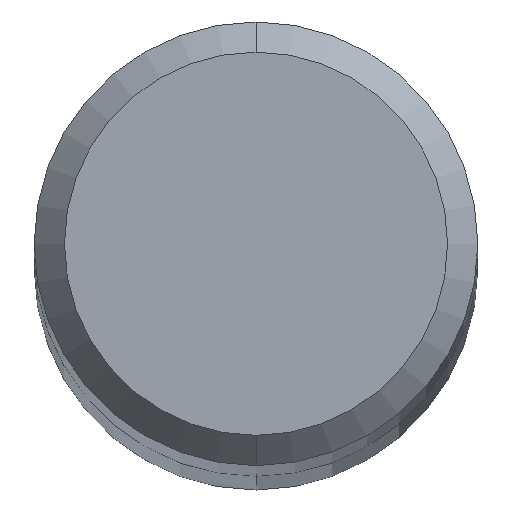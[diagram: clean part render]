
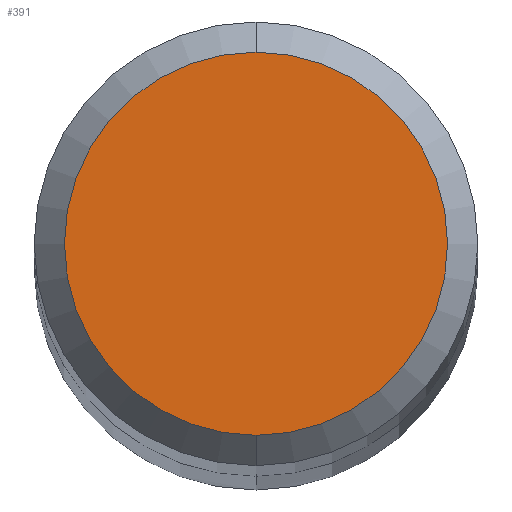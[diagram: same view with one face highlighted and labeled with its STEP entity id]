
A CAD part, top view. The second image highlights one B-rep face of the part: STEP entity #391.
In plain terms, the highlighted planar face has unit normal (0, 0, 1).
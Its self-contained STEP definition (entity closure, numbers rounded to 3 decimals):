
#177=VERTEX_POINT('',#441);
#179=EDGE_CURVE('',#177,#293,#443,.T.);
#261=EDGE_CURVE('',#293,#177,#536,.T.);
#293=VERTEX_POINT('',#570);
#391=ADVANCED_FACE('',(#673),#674,.T.);
#441=CARTESIAN_POINT('',(0.0,1.9,58.0));
#443=CIRCLE('',#742,1.9);
#536=CIRCLE('',#961,1.9);
#570=CARTESIAN_POINT('',(0.,-1.9,58.0));
#673=FACE_OUTER_BOUND('',#1282,.T.);
#674=PLANE('',#1283);
#742=AXIS2_PLACEMENT_3D('',#1332,#1333,#1334);
#961=AXIS2_PLACEMENT_3D('',#1452,#1453,#1454);
#1282=EDGE_LOOP('',(#1568,#1569));
#1283=AXIS2_PLACEMENT_3D('',#1570,#1571,#1572);
#1332=CARTESIAN_POINT('',(0.0,0.0,58.0));
#1333=DIRECTION('',(0.0,0.0,-1.0));
#1334=DIRECTION('',(0.0,1.0,0.0));
#1452=CARTESIAN_POINT('',(0.0,0.0,58.0));
#1453=DIRECTION('',(0.0,0.0,-1.0));
#1454=DIRECTION('',(0.0,1.0,0.0));
#1568=ORIENTED_EDGE('',*,*,#179,.F.);
#1569=ORIENTED_EDGE('',*,*,#261,.F.);
#1570=CARTESIAN_POINT('',(0.0,0.95,58.0));
#1571=DIRECTION('',(0.0,0.0,1.0));
#1572=DIRECTION('',(0.0,-1.0,0.0));
